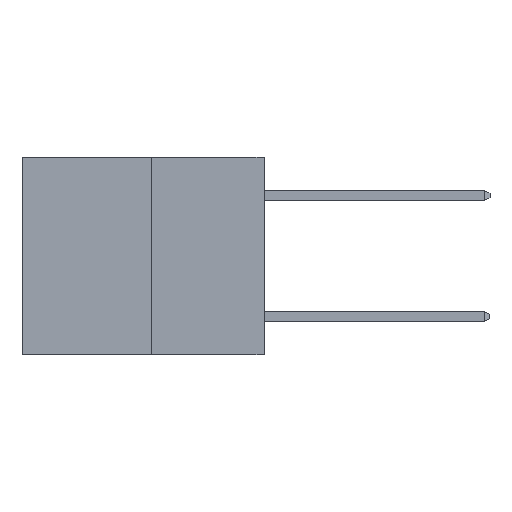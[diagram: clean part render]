
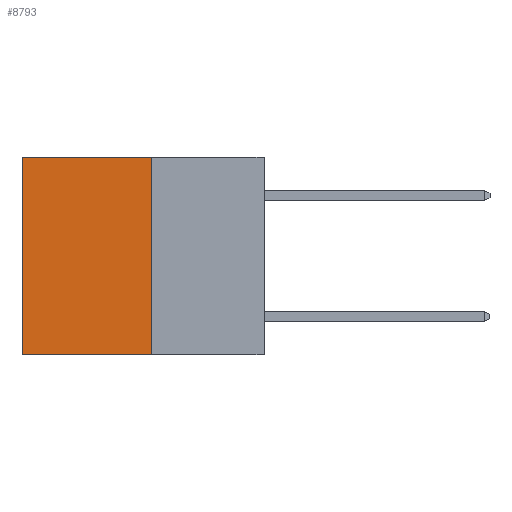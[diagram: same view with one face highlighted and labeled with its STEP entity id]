
A CAD part, left-side view. The second image highlights one B-rep face of the part: STEP entity #8793.
In plain terms, the highlighted planar face has unit normal (-1, 0, 0).
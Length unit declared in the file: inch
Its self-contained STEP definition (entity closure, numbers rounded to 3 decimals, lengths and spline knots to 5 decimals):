
#1297 = DIRECTION ( 'NONE',  ( 0., 0., -1. ) ) ;
#1347 = VECTOR ( 'NONE', #1297, 39.37008 ) ;
#1990 = VERTEX_POINT ( 'NONE', #13375 ) ;
#2312 = EDGE_CURVE ( 'NONE', #17497, #10092, #16638, .T. ) ;
#3121 = DIRECTION ( 'NONE',  ( 0., 0., -1. ) ) ;
#3731 = LINE ( 'NONE', #10010, #15280 ) ;
#3969 = VECTOR ( 'NONE', #11523, 39.37008 ) ;
#4168 = EDGE_CURVE ( 'NONE', #1990, #10092, #3731, .T. ) ;
#4525 = CARTESIAN_POINT ( 'NONE',  ( 0.3165, 0.28, 0. ) ) ;
#4869 = CARTESIAN_POINT ( 'NONE',  ( 0.3165, 0.6, -0.49 ) ) ;
#5117 = CARTESIAN_POINT ( 'NONE',  ( 0.3165, 0.28, -0.49 ) ) ;
#5871 = PLANE ( 'NONE',  #15811 ) ;
#6585 = FACE_OUTER_BOUND ( 'NONE', #9396, .T. ) ;
#6679 = EDGE_CURVE ( 'NONE', #13669, #1990, #13099, .T. ) ;
#7559 = ORIENTED_EDGE ( 'NONE', *, *, #16212, .T. ) ;
#7719 = CARTESIAN_POINT ( 'NONE',  ( 0.3165, 0.28, -0.49 ) ) ;
#8145 = DIRECTION ( 'NONE',  ( 1., 0., 0. ) ) ;
#8793 = ADVANCED_FACE ( 'NONE', ( #6585 ), #5871, .F. ) ;
#9396 = EDGE_LOOP ( 'NONE', ( #9728, #12079, #13704, #7559 ) ) ;
#9728 = ORIENTED_EDGE ( 'NONE', *, *, #2312, .T. ) ;
#9873 = CARTESIAN_POINT ( 'NONE',  ( 0.3165, 0.6, 0. ) ) ;
#10010 = CARTESIAN_POINT ( 'NONE',  ( 0.3165, 0.28, -0.49 ) ) ;
#10024 = VECTOR ( 'NONE', #13203, 39.37008 ) ;
#10092 = VERTEX_POINT ( 'NONE', #4869 ) ;
#11479 = DIRECTION ( 'NONE',  ( 0., 1., 0. ) ) ;
#11523 = DIRECTION ( 'NONE',  ( 0., 1., 0. ) ) ;
#12079 = ORIENTED_EDGE ( 'NONE', *, *, #4168, .F. ) ;
#13099 = LINE ( 'NONE', #5117, #1347 ) ;
#13147 = CARTESIAN_POINT ( 'NONE',  ( 0.3165, 0.6, -0.49 ) ) ;
#13203 = DIRECTION ( 'NONE',  ( 0., 0., -1. ) ) ;
#13375 = CARTESIAN_POINT ( 'NONE',  ( 0.3165, 0.28, -0.49 ) ) ;
#13669 = VERTEX_POINT ( 'NONE', #15646 ) ;
#13704 = ORIENTED_EDGE ( 'NONE', *, *, #6679, .F. ) ;
#14194 = LINE ( 'NONE', #4525, #3969 ) ;
#15280 = VECTOR ( 'NONE', #11479, 39.37008 ) ;
#15646 = CARTESIAN_POINT ( 'NONE',  ( 0.3165, 0.28, 0. ) ) ;
#15811 = AXIS2_PLACEMENT_3D ( 'NONE', #7719, #8145, #3121 ) ;
#16212 = EDGE_CURVE ( 'NONE', #13669, #17497, #14194, .T. ) ;
#16638 = LINE ( 'NONE', #13147, #10024 ) ;
#17497 = VERTEX_POINT ( 'NONE', #9873 ) ;
